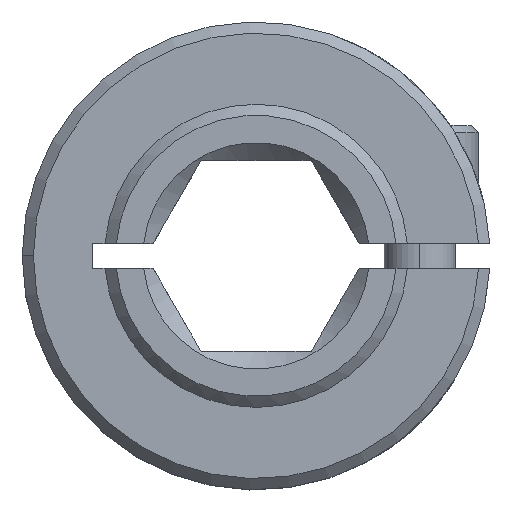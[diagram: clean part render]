
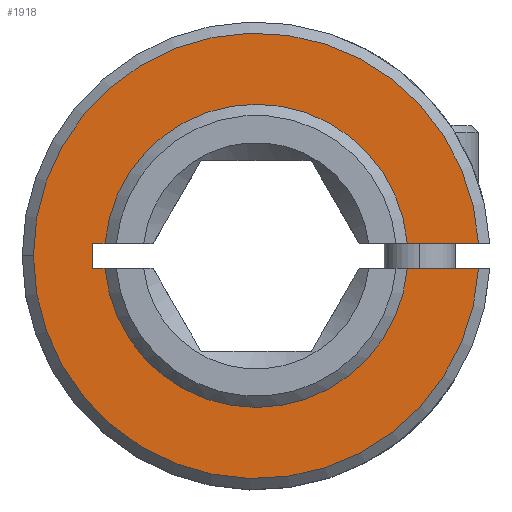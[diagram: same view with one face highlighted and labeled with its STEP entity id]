
A CAD part, top view. The second image highlights one B-rep face of the part: STEP entity #1918.
In plain terms, the highlighted planar face has unit normal (0, 0, 1).
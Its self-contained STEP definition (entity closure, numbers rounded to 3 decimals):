
#13 = VERTEX_POINT ( 'NONE', #2250 ) ;
#14 = DIRECTION ( 'NONE',  ( 1., 0., 0. ) ) ;
#43 = EDGE_CURVE ( 'NONE', #2240, #1628, #1935, .T. ) ;
#50 = DIRECTION ( 'NONE',  ( 1., 0., 0. ) ) ;
#67 = VECTOR ( 'NONE', #2604, 1000. ) ;
#92 = CARTESIAN_POINT ( 'NONE',  ( 15.089, 0.851, 11.938 ) ) ;
#133 = ORIENTED_EDGE ( 'NONE', *, *, #2483, .T. ) ;
#137 = CARTESIAN_POINT ( 'NONE',  ( -10.252, 0.851, 11.938 ) ) ;
#168 = CARTESIAN_POINT ( 'NONE',  ( -10.252, -0.851, 11.938 ) ) ;
#210 = CARTESIAN_POINT ( 'NONE',  ( 15.089, -0.851, 11.938 ) ) ;
#358 = VERTEX_POINT ( 'NONE', #2387 ) ;
#378 = ORIENTED_EDGE ( 'NONE', *, *, #1427, .T. ) ;
#385 = VECTOR ( 'NONE', #869, 1000. ) ;
#399 = ORIENTED_EDGE ( 'NONE', *, *, #1526, .T. ) ;
#493 = LINE ( 'NONE', #1086, #1932 ) ;
#517 = VECTOR ( 'NONE', #2599, 1000. ) ;
#643 = CIRCLE ( 'NONE', #973, 15.113 ) ;
#672 = EDGE_CURVE ( 'NONE', #1628, #358, #493, .T. ) ;
#723 = DIRECTION ( 'NONE',  ( 0., 0., 1. ) ) ;
#739 = ORIENTED_EDGE ( 'NONE', *, *, #1731, .T. ) ;
#749 = CARTESIAN_POINT ( 'NONE',  ( 0., 0.851, 11.938 ) ) ;
#762 = ORIENTED_EDGE ( 'NONE', *, *, #2272, .T. ) ;
#793 = VERTEX_POINT ( 'NONE', #92 ) ;
#817 = CIRCLE ( 'NONE', #2300, 15.113 ) ;
#831 = AXIS2_PLACEMENT_3D ( 'NONE', #1304, #723, #2118 ) ;
#857 = AXIS2_PLACEMENT_3D ( 'NONE', #2428, #2236, #50 ) ;
#869 = DIRECTION ( 'NONE',  ( 0., 1., 0. ) ) ;
#870 = CARTESIAN_POINT ( 'NONE',  ( 0., 0., 11.938 ) ) ;
#924 = CARTESIAN_POINT ( 'NONE',  ( 0., -0.851, 11.938 ) ) ;
#967 = LINE ( 'NONE', #924, #517 ) ;
#973 = AXIS2_PLACEMENT_3D ( 'NONE', #1649, #1460, #2264 ) ;
#1080 = LINE ( 'NONE', #2051, #385 ) ;
#1086 = CARTESIAN_POINT ( 'NONE',  ( 0., -0.851, 11.938 ) ) ;
#1100 = CARTESIAN_POINT ( 'NONE',  ( 10.252, -0.851, 11.938 ) ) ;
#1171 = LINE ( 'NONE', #1798, #67 ) ;
#1269 = DIRECTION ( 'NONE',  ( 0., 0., 1. ) ) ;
#1281 = PLANE ( 'NONE',  #831 ) ;
#1304 = CARTESIAN_POINT ( 'NONE',  ( 0., 0., 11.938 ) ) ;
#1337 = EDGE_LOOP ( 'NONE', ( #1392, #133, #1415, #399, #739, #762, #2405, #1576, #378 ) ) ;
#1392 = ORIENTED_EDGE ( 'NONE', *, *, #1705, .F. ) ;
#1414 = VECTOR ( 'NONE', #2216, 1000. ) ;
#1415 = ORIENTED_EDGE ( 'NONE', *, *, #1588, .F. ) ;
#1427 = EDGE_CURVE ( 'NONE', #358, #1934, #1080, .T. ) ;
#1460 = DIRECTION ( 'NONE',  ( 0., 0., 1. ) ) ;
#1526 = EDGE_CURVE ( 'NONE', #793, #13, #643, .T. ) ;
#1576 = ORIENTED_EDGE ( 'NONE', *, *, #672, .T. ) ;
#1588 = EDGE_CURVE ( 'NONE', #793, #2195, #2168, .T. ) ;
#1628 = VERTEX_POINT ( 'NONE', #168 ) ;
#1633 = VERTEX_POINT ( 'NONE', #137 ) ;
#1649 = CARTESIAN_POINT ( 'NONE',  ( 0., 0., 11.938 ) ) ;
#1705 = EDGE_CURVE ( 'NONE', #1633, #1934, #1171, .T. ) ;
#1721 = AXIS2_PLACEMENT_3D ( 'NONE', #2040, #2072, #2480 ) ;
#1731 = EDGE_CURVE ( 'NONE', #13, #1808, #817, .T. ) ;
#1798 = CARTESIAN_POINT ( 'NONE',  ( 0., 0.851, 11.938 ) ) ;
#1808 = VERTEX_POINT ( 'NONE', #210 ) ;
#1918 = ADVANCED_FACE ( 'NONE', ( #2487 ), #1281, .T. ) ;
#1932 = VECTOR ( 'NONE', #2122, 1000. ) ;
#1934 = VERTEX_POINT ( 'NONE', #2520 ) ;
#1935 = CIRCLE ( 'NONE', #1721, 10.287 ) ;
#2040 = CARTESIAN_POINT ( 'NONE',  ( 0., 0., 11.938 ) ) ;
#2051 = CARTESIAN_POINT ( 'NONE',  ( -11.113, 0., 11.938 ) ) ;
#2072 = DIRECTION ( 'NONE',  ( 0., 0., -1. ) ) ;
#2118 = DIRECTION ( 'NONE',  ( 1., 0., 0. ) ) ;
#2122 = DIRECTION ( 'NONE',  ( -1., 0., 0. ) ) ;
#2168 = LINE ( 'NONE', #749, #1414 ) ;
#2195 = VERTEX_POINT ( 'NONE', #2516 ) ;
#2216 = DIRECTION ( 'NONE',  ( -1., 0., 0. ) ) ;
#2236 = DIRECTION ( 'NONE',  ( 0., 0., -1. ) ) ;
#2240 = VERTEX_POINT ( 'NONE', #1100 ) ;
#2250 = CARTESIAN_POINT ( 'NONE',  ( -15.113, 0., 11.938 ) ) ;
#2264 = DIRECTION ( 'NONE',  ( 1., 0., 0. ) ) ;
#2272 = EDGE_CURVE ( 'NONE', #1808, #2240, #967, .T. ) ;
#2300 = AXIS2_PLACEMENT_3D ( 'NONE', #870, #1269, #14 ) ;
#2387 = CARTESIAN_POINT ( 'NONE',  ( -11.113, -0.851, 11.938 ) ) ;
#2405 = ORIENTED_EDGE ( 'NONE', *, *, #43, .T. ) ;
#2428 = CARTESIAN_POINT ( 'NONE',  ( 0., 0., 11.938 ) ) ;
#2480 = DIRECTION ( 'NONE',  ( 1., 0., 0. ) ) ;
#2483 = EDGE_CURVE ( 'NONE', #1633, #2195, #2504, .T. ) ;
#2487 = FACE_OUTER_BOUND ( 'NONE', #1337, .T. ) ;
#2504 = CIRCLE ( 'NONE', #857, 10.287 ) ;
#2516 = CARTESIAN_POINT ( 'NONE',  ( 10.252, 0.851, 11.938 ) ) ;
#2520 = CARTESIAN_POINT ( 'NONE',  ( -11.113, 0.851, 11.938 ) ) ;
#2599 = DIRECTION ( 'NONE',  ( -1., 0., 0. ) ) ;
#2604 = DIRECTION ( 'NONE',  ( -1., 0., 0. ) ) ;
